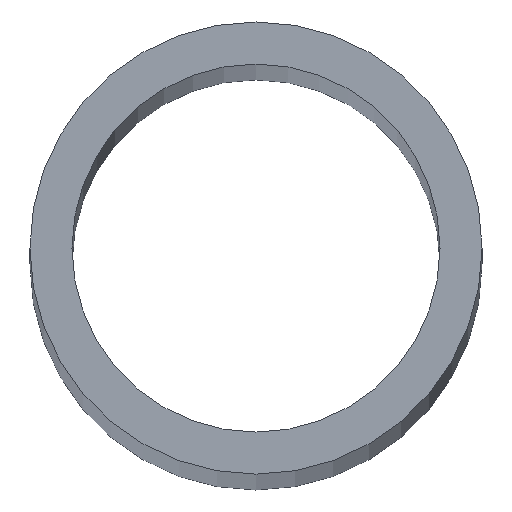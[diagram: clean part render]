
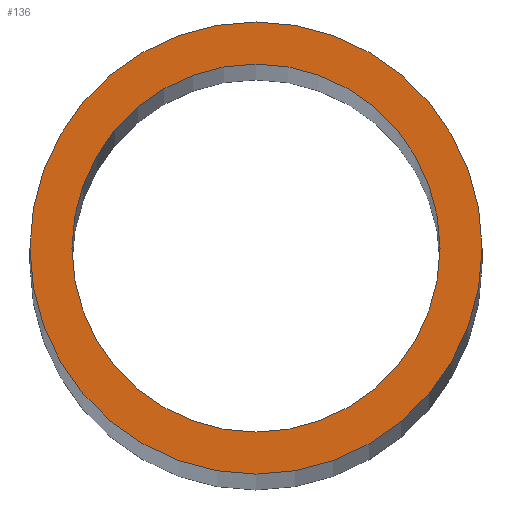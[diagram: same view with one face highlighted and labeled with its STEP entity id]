
A CAD part, top view. The second image highlights one B-rep face of the part: STEP entity #136.
In plain terms, the highlighted planar face has unit normal (0, 0, 1).
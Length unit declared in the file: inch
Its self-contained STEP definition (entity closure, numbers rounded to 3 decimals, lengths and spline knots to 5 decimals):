
#3 = FACE_BOUND ( 'NONE', #17, .T. ) ;
#4 = CARTESIAN_POINT ( 'NONE',  ( -4.375, 0., 216. ) ) ;
#8 = DIRECTION ( 'NONE',  ( 0., 0., 1. ) ) ;
#14 = ORIENTED_EDGE ( 'NONE', *, *, #157, .F. ) ;
#17 = EDGE_LOOP ( 'NONE', ( #14, #40 ) ) ;
#21 = CARTESIAN_POINT ( 'NONE',  ( 0., 0., 216. ) ) ;
#24 = DIRECTION ( 'NONE',  ( 1., 0., 0. ) ) ;
#27 = CARTESIAN_POINT ( 'NONE',  ( 0., 0., 216. ) ) ;
#33 = EDGE_CURVE ( 'NONE', #119, #81, #139, .T. ) ;
#40 = ORIENTED_EDGE ( 'NONE', *, *, #33, .F. ) ;
#50 = AXIS2_PLACEMENT_3D ( 'NONE', #238, #8, #230 ) ;
#69 = FACE_OUTER_BOUND ( 'NONE', #222, .T. ) ;
#70 = DIRECTION ( 'NONE',  ( 1., 0., 0. ) ) ;
#73 = CARTESIAN_POINT ( 'NONE',  ( 0., 0., 216. ) ) ;
#74 = DIRECTION ( 'NONE',  ( 0., 0., 1. ) ) ;
#81 = VERTEX_POINT ( 'NONE', #4 ) ;
#87 = CARTESIAN_POINT ( 'NONE',  ( 4.375, 0., 216. ) ) ;
#90 = AXIS2_PLACEMENT_3D ( 'NONE', #27, #74, #70 ) ;
#91 = CARTESIAN_POINT ( 'NONE',  ( 5.375, 0., 216. ) ) ;
#101 = ORIENTED_EDGE ( 'NONE', *, *, #188, .T. ) ;
#104 = VERTEX_POINT ( 'NONE', #150 ) ;
#109 = DIRECTION ( 'NONE',  ( 0., 0., 1. ) ) ;
#110 = DIRECTION ( 'NONE',  ( 1., 0., 0. ) ) ;
#114 = DIRECTION ( 'NONE',  ( 1., 0., 0. ) ) ;
#119 = VERTEX_POINT ( 'NONE', #87 ) ;
#125 = AXIS2_PLACEMENT_3D ( 'NONE', #21, #109, #110 ) ;
#132 = CARTESIAN_POINT ( 'NONE',  ( 0., 0., 216. ) ) ;
#136 = ADVANCED_FACE ( 'NONE', ( #69, #3 ), #226, .T. ) ;
#139 = CIRCLE ( 'NONE', #125, 4.375 ) ;
#150 = CARTESIAN_POINT ( 'NONE',  ( -5.375, 0., 216. ) ) ;
#157 = EDGE_CURVE ( 'NONE', #81, #119, #170, .T. ) ;
#166 = AXIS2_PLACEMENT_3D ( 'NONE', #132, #209, #24 ) ;
#170 = CIRCLE ( 'NONE', #50, 4.375 ) ;
#172 = EDGE_CURVE ( 'NONE', #104, #186, #228, .T. ) ;
#175 = DIRECTION ( 'NONE',  ( 0., 0., 1. ) ) ;
#186 = VERTEX_POINT ( 'NONE', #91 ) ;
#188 = EDGE_CURVE ( 'NONE', #186, #104, #242, .T. ) ;
#192 = AXIS2_PLACEMENT_3D ( 'NONE', #73, #175, #114 ) ;
#203 = ORIENTED_EDGE ( 'NONE', *, *, #172, .T. ) ;
#209 = DIRECTION ( 'NONE',  ( 0., 0., 1. ) ) ;
#222 = EDGE_LOOP ( 'NONE', ( #203, #101 ) ) ;
#226 = PLANE ( 'NONE',  #166 ) ;
#228 = CIRCLE ( 'NONE', #192, 5.375 ) ;
#230 = DIRECTION ( 'NONE',  ( 1., 0., 0. ) ) ;
#238 = CARTESIAN_POINT ( 'NONE',  ( 0., 0., 216. ) ) ;
#242 = CIRCLE ( 'NONE', #90, 5.375 ) ;
